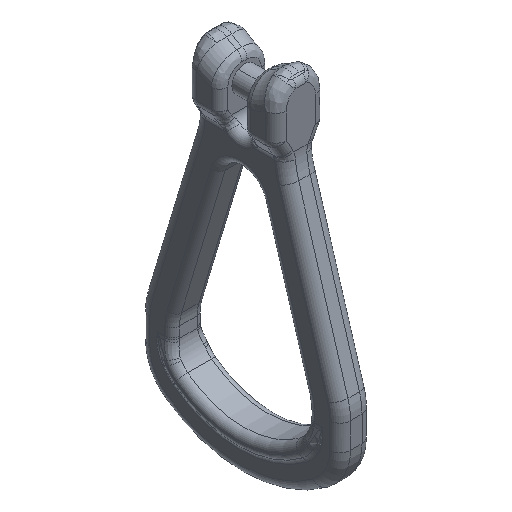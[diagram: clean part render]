
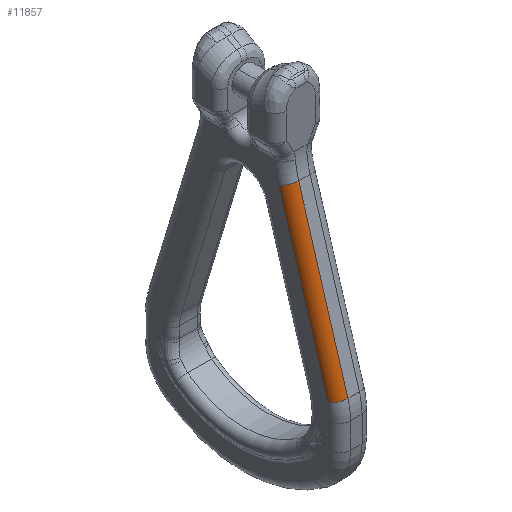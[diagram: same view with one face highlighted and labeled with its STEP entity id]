
A CAD part, isometric view. The second image highlights one B-rep face of the part: STEP entity #11857.
In plain terms, the highlighted cylindrical face has radius 5 mm (diameter 10 mm), a partial arc.
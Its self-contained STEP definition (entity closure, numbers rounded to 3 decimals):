
#8275=CARTESIAN_POINT('Vertex',(-2.75,-46.784,-105.107)) ;
#8311=CARTESIAN_POINT('Vertex',(-2.75,-23.197,-26.726)) ;
#8314=CARTESIAN_POINT('Line Origine',(-2.75,-34.99,-65.916)) ;
#11819=CARTESIAN_POINT('Vertex',(-7.75,-41.996,-106.548)) ;
#11822=CARTESIAN_POINT('Axis2P3D Location',(-2.75,-41.996,-106.548)) ;
#11834=CARTESIAN_POINT('Axis2P3D Location',(-2.75,-36.624,-88.695)) ;
#11839=CARTESIAN_POINT('Line Origine',(-7.75,-36.624,-88.695)) ;
#11843=CARTESIAN_POINT('Vertex',(-7.75,-18.409,-28.167)) ;
#11846=CARTESIAN_POINT('Axis2P3D Location',(-2.75,-18.409,-28.167)) ;
#8315=DIRECTION('Vector Direction',(0.,0.288,0.958)) ;
#11823=DIRECTION('Axis2P3D Direction',(0.,0.288,0.958)) ;
#11835=DIRECTION('Axis2P3D Direction',(0.,-0.288,-0.958)) ;
#11836=DIRECTION('Axis2P3D XDirection',(0.,-0.958,0.288)) ;
#11840=DIRECTION('Vector Direction',(0.,-0.288,-0.958)) ;
#11847=DIRECTION('Axis2P3D Direction',(0.,-0.288,-0.958)) ;
#11824=AXIS2_PLACEMENT_3D('Circle Axis2P3D',#11822,#11823,$) ;
#11837=AXIS2_PLACEMENT_3D('Cylinder Axis2P3D',#11834,#11835,#11836) ;
#11848=AXIS2_PLACEMENT_3D('Circle Axis2P3D',#11846,#11847,$) ;
#11852=ORIENTED_EDGE('',*,*,#11845,.T.) ;
#11853=ORIENTED_EDGE('',*,*,#11826,.T.) ;
#11854=ORIENTED_EDGE('',*,*,#8318,.F.) ;
#11855=ORIENTED_EDGE('',*,*,#11850,.F.) ;
#8316=VECTOR('Line Direction',#8315,1.) ;
#11841=VECTOR('Line Direction',#11840,1.) ;
#11857=ADVANCED_FACE('\X2\51434EF6672C9AD4\X0\',(#11856),#11838,.T.) ;
#11825=CIRCLE('generated circle',#11824,5.) ;
#11849=CIRCLE('generated circle',#11848,5.) ;
#11838=CYLINDRICAL_SURFACE('generated cylinder',#11837,5.) ;
#8318=EDGE_CURVE('',#8312,#8276,#8317,.F.) ;
#11826=EDGE_CURVE('',#11820,#8276,#11825,.T.) ;
#11845=EDGE_CURVE('',#11844,#11820,#11842,.T.) ;
#11850=EDGE_CURVE('',#11844,#8312,#11849,.F.) ;
#11851=EDGE_LOOP('',(#11852,#11853,#11854,#11855)) ;
#11856=FACE_OUTER_BOUND('',#11851,.T.) ;
#8317=LINE('Line',#8314,#8316) ;
#11842=LINE('Line',#11839,#11841) ;
#8276=VERTEX_POINT('',#8275) ;
#8312=VERTEX_POINT('',#8311) ;
#11820=VERTEX_POINT('',#11819) ;
#11844=VERTEX_POINT('',#11843) ;
